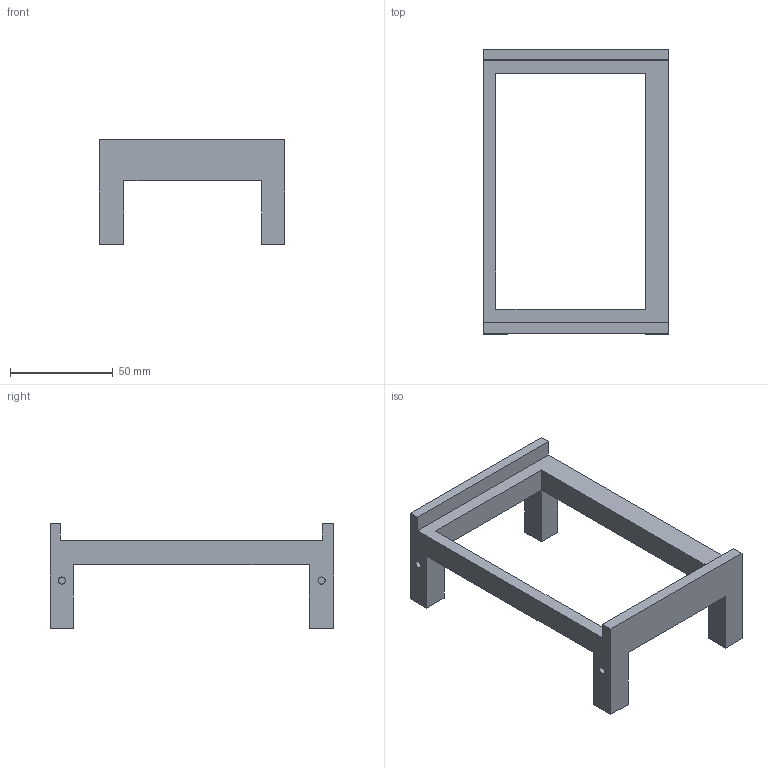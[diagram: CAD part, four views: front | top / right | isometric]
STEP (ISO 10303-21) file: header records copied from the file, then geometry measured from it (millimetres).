
FILE_DESCRIPTION(('HOOPS Exchange Step'),'2;1');
FILE_NAME('temp_export','2023-01-03T23:17:58+08:00',('mobile'),('Shapr3D Limited'),'HOOPS Exchange 2022.1','Shapr3D','Authorized');
FILE_SCHEMA( ('AUTOMOTIVE_DESIGN { 1 0 10303 214 1 1 1 1 }') );
Length unit declared in the file: millimetre
Products named in the file (1): 96 Well Holder
Bounding box: 90.55 x 138.47 x 51.05 mm (x, y, z)
Volume: 73859.3 mm3; surface area: 27709.7 mm2
Topology: 1 solids, 1 shells, 41 faces, 96 edges, 62 vertices
Faces by surface type: plane 33, cylinder 8
Full cylindrical faces by diameter (mm): 2.7 x4, 3.5 x2, 5.6 x2
Entity records: 1194 total; most frequent: CARTESIAN_POINT 200, DIRECTION 196, ORIENTED_EDGE 192, EDGE_CURVE 96, VECTOR 80, LINE 80, VERTEX_POINT 62, AXIS2_PLACEMENT_3D 58
